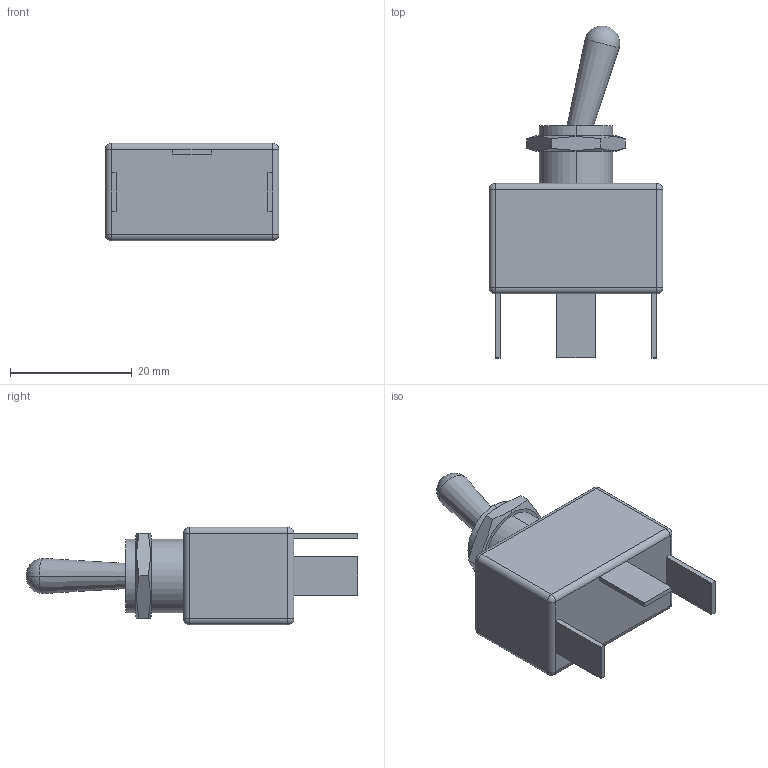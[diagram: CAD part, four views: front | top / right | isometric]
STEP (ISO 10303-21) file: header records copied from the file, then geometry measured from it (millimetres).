
FILE_DESCRIPTION (( 'STEP AP214' ), '1' );
FILE_NAME ('switch.STEP', '2025-07-04T10:48:03', ( '' ), ( '' ), 'SwSTEP 2.0', 'SolidWorks 2025', '' );
FILE_SCHEMA (( 'AUTOMOTIVE_DESIGN' ));
Length unit declared in the file: millimetre
Products named in the file (1): switch
Bounding box: 28.5 x 54.43 x 16 mm (x, y, z)
Volume: 9866.8 mm3; surface area: 3631.7 mm2
Topology: 1 solids, 1 shells, 65 faces, 155 edges, 87 vertices
Faces by surface type: plane 31, cylinder 18, sphere 10, cone 6
Entity records: 1840 total; most frequent: CARTESIAN_POINT 396, DIRECTION 301, ORIENTED_EDGE 286, EDGE_CURVE 143, AXIS2_PLACEMENT_3D 110, VERTEX_POINT 85, LINE 81, VECTOR 81
